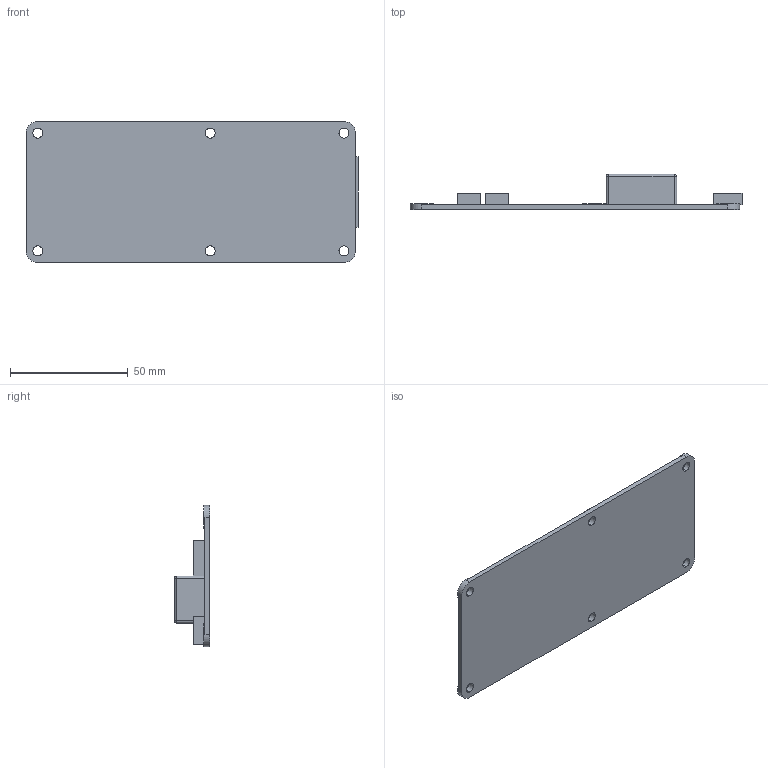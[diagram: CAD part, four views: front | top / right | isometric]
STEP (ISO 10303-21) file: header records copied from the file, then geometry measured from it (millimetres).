
FILE_DESCRIPTION (( 'STEP AP203' ), '1' );
FILE_NAME ('Bender_A_ISOMETER-IR155_3204_IMD.STEP', '2019-11-30T08:50:21', ( '' ), ( '' ), 'SwSTEP 2.0', 'SolidWorks 2019', '' );
FILE_SCHEMA (( 'CONFIG_CONTROL_DESIGN' ));
Length unit declared in the file: millimetre
Products named in the file (1): Bender_A_ISOMETER-IR155_3204_IMD
Bounding box: 141 x 15 x 60 mm (x, y, z)
Volume: 27552.9 mm3; surface area: 19820.9 mm2
Topology: 1 solids, 1 shells, 69 faces, 174 edges, 106 vertices
Faces by surface type: plane 33, cylinder 32, sphere 4
Entity records: 2137 total; most frequent: DIRECTION 378, CARTESIAN_POINT 346, ORIENTED_EDGE 340, EDGE_CURVE 170, AXIS2_PLACEMENT_3D 138, VERTEX_POINT 106, VECTOR 102, LINE 102
